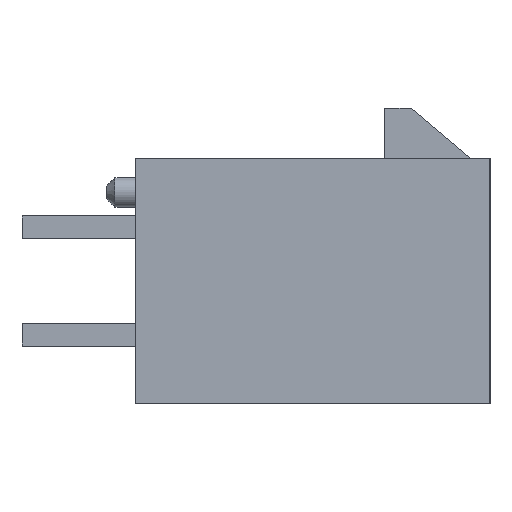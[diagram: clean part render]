
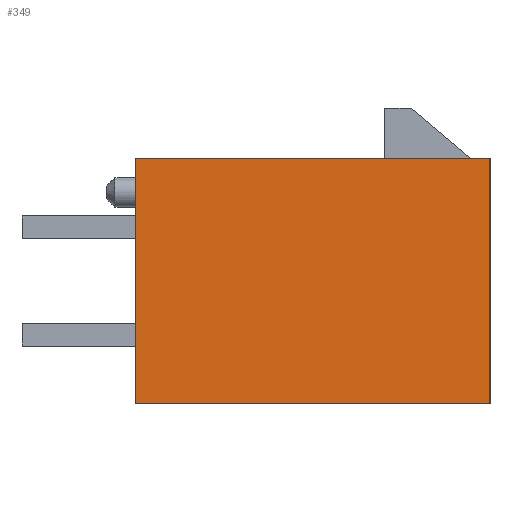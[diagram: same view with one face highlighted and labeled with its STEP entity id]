
A CAD part, left-side view. The second image highlights one B-rep face of the part: STEP entity #349.
In plain terms, the highlighted planar face has unit normal (-1, 0, 0).
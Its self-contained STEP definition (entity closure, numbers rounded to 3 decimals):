
#39=FACE_OUTER_BOUND('',#1119,.T.);
#349=ADVANCED_FACE('',(#39),#682,.F.);
#682=PLANE('',#6065);
#1119=EDGE_LOOP('',(#1599,#1600,#1601,#1602));
#1599=ORIENTED_EDGE('',*,*,#3752,.T.);
#1600=ORIENTED_EDGE('',*,*,#3753,.F.);
#1601=ORIENTED_EDGE('',*,*,#3658,.F.);
#1602=ORIENTED_EDGE('',*,*,#3754,.T.);
#3119=VERTEX_POINT('',#7900);
#3120=VERTEX_POINT('',#7901);
#3213=VERTEX_POINT('',#8089);
#3214=VERTEX_POINT('',#8090);
#3658=EDGE_CURVE('',#3119,#3120,#4465,.T.);
#3752=EDGE_CURVE('',#3213,#3214,#4559,.T.);
#3753=EDGE_CURVE('',#3120,#3214,#4560,.T.);
#3754=EDGE_CURVE('',#3119,#3213,#4561,.T.);
#4465=LINE('',#7899,#5269);
#4559=LINE('',#8088,#5363);
#4560=LINE('',#8091,#5364);
#4561=LINE('',#8092,#5365);
#5269=VECTOR('',#6412,1.);
#5363=VECTOR('',#6508,1.);
#5364=VECTOR('',#6509,1.);
#5365=VECTOR('',#6510,1.);
#6065=AXIS2_PLACEMENT_3D('',#8093,#6511,#6512);
#6412=DIRECTION('',(0.,0.,-1.));
#6508=DIRECTION('',(0.,0.,-1.));
#6509=DIRECTION('',(0.,1.,0.));
#6510=DIRECTION('',(0.,1.,0.));
#6511=DIRECTION('',(1.,0.,0.));
#6512=DIRECTION('',(0.,0.,-1.));
#7899=CARTESIAN_POINT('',(-15.425,-4.955,3.43));
#7900=CARTESIAN_POINT('',(-15.425,-4.955,3.43));
#7901=CARTESIAN_POINT('',(-15.425,-4.955,-3.43));
#8088=CARTESIAN_POINT('',(-15.425,4.955,3.43));
#8089=CARTESIAN_POINT('',(-15.425,4.955,3.43));
#8090=CARTESIAN_POINT('',(-15.425,4.955,-3.43));
#8091=CARTESIAN_POINT('',(-15.425,-4.955,-3.43));
#8092=CARTESIAN_POINT('',(-15.425,-4.955,3.43));
#8093=CARTESIAN_POINT('',(-15.425,-4.955,3.43));
